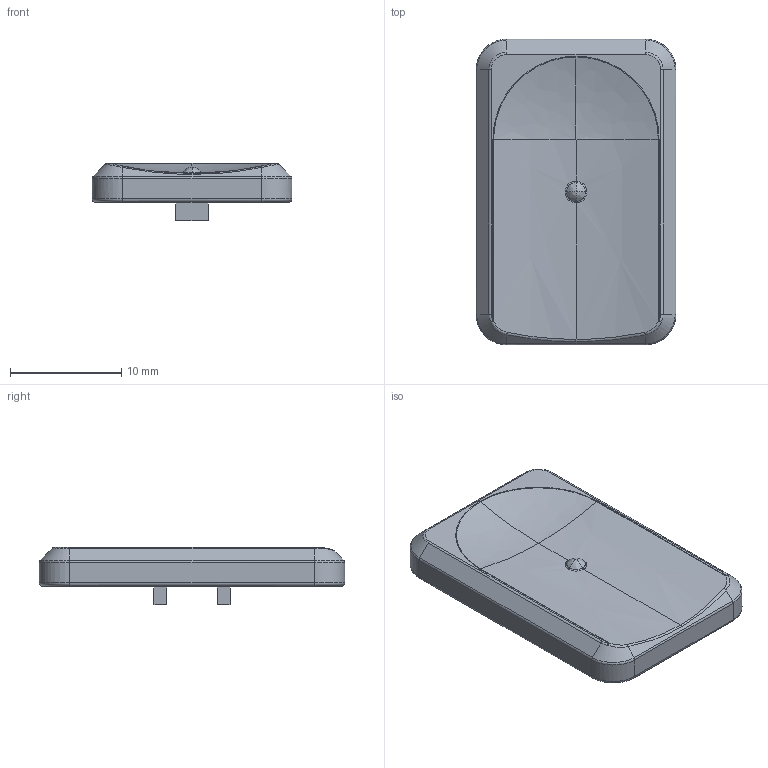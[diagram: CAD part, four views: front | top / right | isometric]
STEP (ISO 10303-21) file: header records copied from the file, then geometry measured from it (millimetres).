
FILE_DESCRIPTION(/* description */ (''),/* implementation_level */ '2;1');
FILE_NAME(/* name */ 'KEA Choc V1 MX Spaced Homing Thumb Long Keycap 1.5u',/* time_stamp */ '2025-03-22T14:40:07+13:00',/* author */ (''),/* organization */ (''),/* preprocessor_version */ 'ST-DEVELOPER v16.5',/* originating_system */ 'Rhino 7.38',/* authorisation */ '');
FILE_SCHEMA (('AUTOMOTIVE_DESIGN_CC2'));
Length unit declared in the file: millimetre
Products named in the file (1): Document
Bounding box: 18 x 27.5 x 5.14 mm (x, y, z)
Volume: 975.9 mm3; surface area: 1306.7 mm2
Topology: 1 solids, 1 shells, 102 faces, 237 edges, 134 vertices
Faces by surface type: bspline 50, cylinder 27, plane 25
Entity records: 3252 total; most frequent: CARTESIAN_POINT 1807, ORIENTED_EDGE 462, EDGE_CURVE 231, VERTEX_POINT 134, B_SPLINE_CURVE_WITH_KNOTS 121, EDGE_LOOP 105, ADVANCED_FACE 102, FACE_OUTER_BOUND 102
